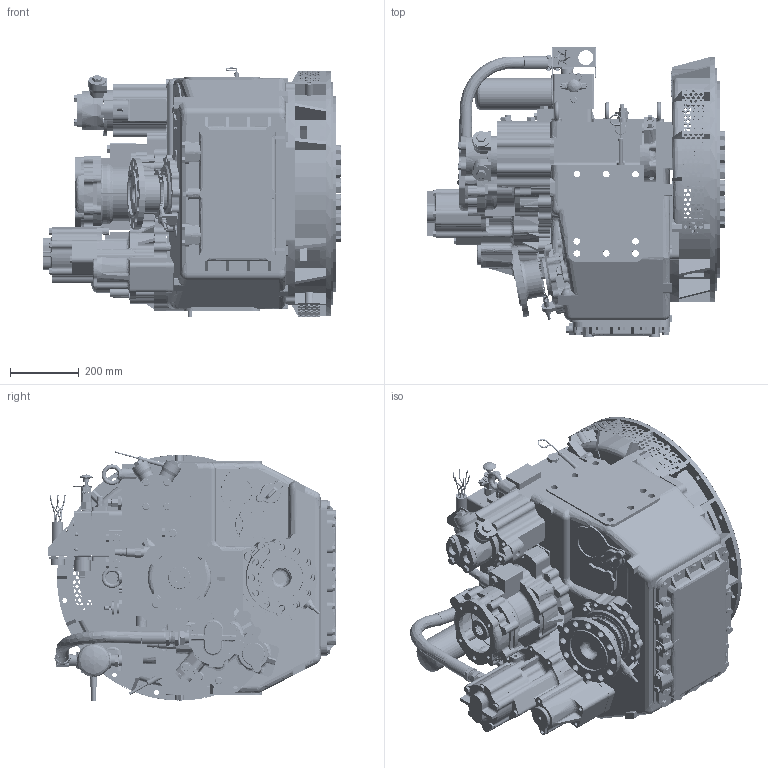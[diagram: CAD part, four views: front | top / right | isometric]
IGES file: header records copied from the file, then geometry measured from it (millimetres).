
Start section: SolidWorks IGES file using analytic representation for surfaces
Global section: file name: 740500N.IGS; native system: SolidWorks 2010; preprocessor: SolidWorks 2010; author: andrewc; date: 131127.074142; units: millimetre
Bounding box: 864.7 x 839.14 x 723.67 mm (x, y, z)
Surface area: 5469258.9 mm2 (no closed solid volume)
Topology: 0 solids, 0 shells, 5160 faces, 105895 edges, 105858 vertices
Faces by surface type: revolution 3031, bspline 2129
